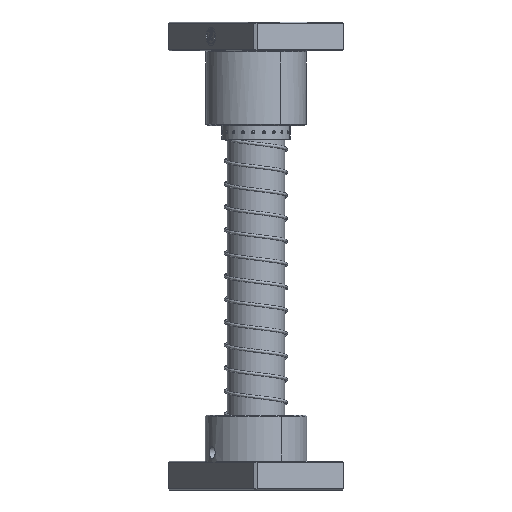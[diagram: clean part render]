
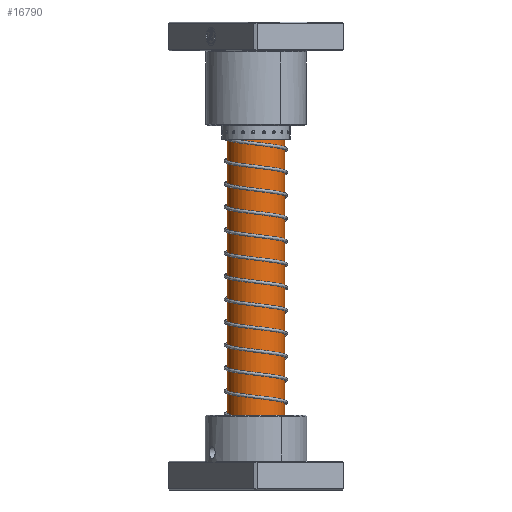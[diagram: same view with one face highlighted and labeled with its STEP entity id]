
A CAD part, front view. The second image highlights one B-rep face of the part: STEP entity #16790.
In plain terms, the highlighted cylindrical face has radius 25 mm (diameter 50 mm), a partial arc.
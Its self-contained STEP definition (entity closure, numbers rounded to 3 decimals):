
#2259 = DIRECTION ( 'NONE',  ( 1., 0., 0. ) ) ;
#2621 = CIRCLE ( 'NONE', #23408, 25. ) ;
#6542 = LINE ( 'NONE', #21191, #33487 ) ;
#7415 = EDGE_CURVE ( 'NONE', #43712, #56321, #18649, .T. ) ;
#8774 = VECTOR ( 'NONE', #52038, 1000. ) ;
#9123 = FACE_OUTER_BOUND ( 'NONE', #34647, .T. ) ;
#9731 = VERTEX_POINT ( 'NONE', #30555 ) ;
#14485 = VERTEX_POINT ( 'NONE', #45489 ) ;
#16790 = ADVANCED_FACE ( 'NONE', ( #9123 ), #50405, .T. ) ;
#18479 = DIRECTION ( 'NONE',  ( 0., 0., -1. ) ) ;
#18649 = CIRCLE ( 'NONE', #50876, 25. ) ;
#21191 = CARTESIAN_POINT ( 'NONE',  ( -25., 0., 350. ) ) ;
#21437 = LINE ( 'NONE', #57485, #8774 ) ;
#23408 = AXIS2_PLACEMENT_3D ( 'NONE', #57416, #25115, #62770 ) ;
#25115 = DIRECTION ( 'NONE',  ( 0., 0., -1. ) ) ;
#26589 = DIRECTION ( 'NONE',  ( 0., 0., -1. ) ) ;
#28199 = CARTESIAN_POINT ( 'NONE',  ( -25., 0., 347. ) ) ;
#28829 = CARTESIAN_POINT ( 'NONE',  ( 0., 0., 350. ) ) ;
#29789 = ORIENTED_EDGE ( 'NONE', *, *, #64712, .T. ) ;
#30555 = CARTESIAN_POINT ( 'NONE',  ( -25., 0., 38.5 ) ) ;
#31128 = ORIENTED_EDGE ( 'NONE', *, *, #56554, .F. ) ;
#33487 = VECTOR ( 'NONE', #26589, 1000. ) ;
#34188 = DIRECTION ( 'NONE',  ( -1., 0., 0. ) ) ;
#34521 = DIRECTION ( 'NONE',  ( 0., 0., -1. ) ) ;
#34647 = EDGE_LOOP ( 'NONE', ( #42042, #69810, #29789, #31128 ) ) ;
#42042 = ORIENTED_EDGE ( 'NONE', *, *, #61005, .F. ) ;
#43712 = VERTEX_POINT ( 'NONE', #50679 ) ;
#45489 = CARTESIAN_POINT ( 'NONE',  ( 25., 0., 38.5 ) ) ;
#50405 = CYLINDRICAL_SURFACE ( 'NONE', #60181, 25. ) ;
#50679 = CARTESIAN_POINT ( 'NONE',  ( 25., 0., 347. ) ) ;
#50876 = AXIS2_PLACEMENT_3D ( 'NONE', #66822, #34521, #2259 ) ;
#52038 = DIRECTION ( 'NONE',  ( 0., 0., -1. ) ) ;
#56321 = VERTEX_POINT ( 'NONE', #28199 ) ;
#56554 = EDGE_CURVE ( 'NONE', #14485, #9731, #2621, .T. ) ;
#57416 = CARTESIAN_POINT ( 'NONE',  ( 0., 0., 38.5 ) ) ;
#57485 = CARTESIAN_POINT ( 'NONE',  ( 25., 0., 350. ) ) ;
#60181 = AXIS2_PLACEMENT_3D ( 'NONE', #28829, #18479, #34188 ) ;
#61005 = EDGE_CURVE ( 'NONE', #43712, #14485, #21437, .T. ) ;
#62770 = DIRECTION ( 'NONE',  ( -1., 0., 0. ) ) ;
#64712 = EDGE_CURVE ( 'NONE', #56321, #9731, #6542, .T. ) ;
#66822 = CARTESIAN_POINT ( 'NONE',  ( 0., 0., 347. ) ) ;
#69810 = ORIENTED_EDGE ( 'NONE', *, *, #7415, .T. ) ;
